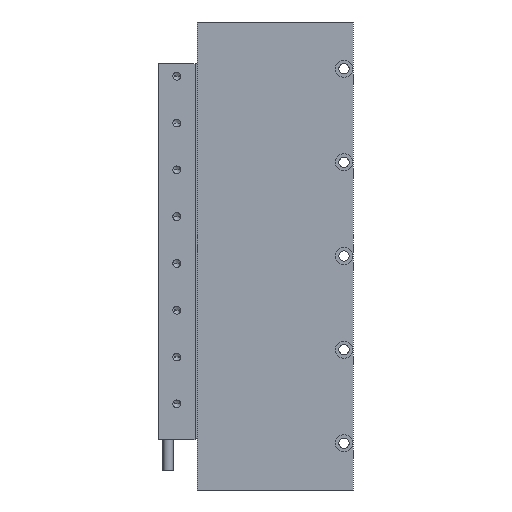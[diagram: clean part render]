
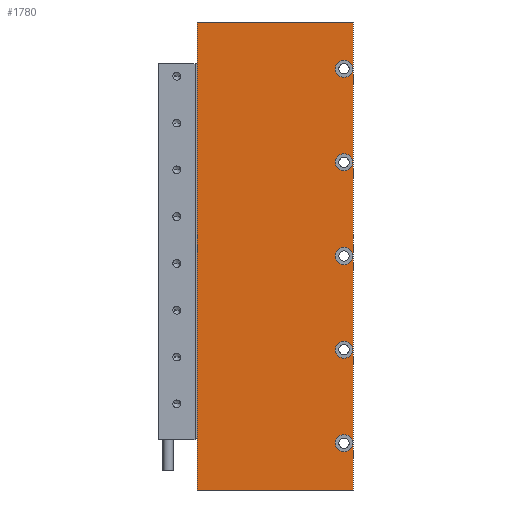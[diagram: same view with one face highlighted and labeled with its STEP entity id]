
A CAD part, left-side view. The second image highlights one B-rep face of the part: STEP entity #1780.
In plain terms, the highlighted planar face has unit normal (-1, 0, 0).
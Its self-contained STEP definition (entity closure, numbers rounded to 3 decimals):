
#11 = CARTESIAN_POINT ( 'NONE',  ( -24., 6., -90. ) ) ;
#235 = CARTESIAN_POINT ( 'NONE',  ( -24., 6., -204.5 ) ) ;
#257 = DIRECTION ( 'NONE',  ( -1., 0., 0. ) ) ;
#279 = CIRCLE ( 'NONE', #8040, 5.5 ) ;
#289 = CIRCLE ( 'NONE', #1097, 5.5 ) ;
#299 = VERTEX_POINT ( 'NONE', #4916 ) ;
#342 = VERTEX_POINT ( 'NONE', #5893 ) ;
#458 = CIRCLE ( 'NONE', #5032, 5.5 ) ;
#528 = CARTESIAN_POINT ( 'NONE',  ( -24., 6., -155.5 ) ) ;
#546 = DIRECTION ( 'NONE',  ( 0., 0., 1. ) ) ;
#708 = CARTESIAN_POINT ( 'NONE',  ( -24., 100.2, 0. ) ) ;
#715 = AXIS2_PLACEMENT_3D ( 'NONE', #7234, #3481, #1841 ) ;
#716 = EDGE_CURVE ( 'NONE', #1510, #6889, #2423, .T. ) ;
#729 = ORIENTED_EDGE ( 'NONE', *, *, #6393, .F. ) ;
#795 = EDGE_CURVE ( 'NONE', #1990, #5983, #7470, .T. ) ;
#988 = VERTEX_POINT ( 'NONE', #8294 ) ;
#1040 = AXIS2_PLACEMENT_3D ( 'NONE', #11, #3141, #6091 ) ;
#1042 = VERTEX_POINT ( 'NONE', #235 ) ;
#1092 = CIRCLE ( 'NONE', #1710, 5.5 ) ;
#1097 = AXIS2_PLACEMENT_3D ( 'NONE', #3849, #3744, #6751 ) ;
#1129 = EDGE_LOOP ( 'NONE', ( #9191, #1665 ) ) ;
#1216 = PLANE ( 'NONE',  #715 ) ;
#1225 = VERTEX_POINT ( 'NONE', #7551 ) ;
#1419 = AXIS2_PLACEMENT_3D ( 'NONE', #7040, #257, #1607 ) ;
#1510 = VERTEX_POINT ( 'NONE', #528 ) ;
#1522 = EDGE_LOOP ( 'NONE', ( #4674, #4681 ) ) ;
#1607 = DIRECTION ( 'NONE',  ( 0., 0., 1. ) ) ;
#1633 = CIRCLE ( 'NONE', #8729, 5.5 ) ;
#1665 = ORIENTED_EDGE ( 'NONE', *, *, #9253, .F. ) ;
#1678 = EDGE_CURVE ( 'NONE', #5983, #1990, #3238, .T. ) ;
#1710 = AXIS2_PLACEMENT_3D ( 'NONE', #5776, #5084, #546 ) ;
#1780 = ADVANCED_FACE ( 'NONE', ( #4173, #9464, #3341, #6345, #2588, #8609 ), #1216, .T. ) ;
#1841 = DIRECTION ( 'NONE',  ( 0., 0., 1. ) ) ;
#1963 = DIRECTION ( 'NONE',  ( 0., 0., 1. ) ) ;
#1990 = VERTEX_POINT ( 'NONE', #2478 ) ;
#2137 = ORIENTED_EDGE ( 'NONE', *, *, #1678, .F. ) ;
#2235 = ORIENTED_EDGE ( 'NONE', *, *, #6577, .F. ) ;
#2309 = CARTESIAN_POINT ( 'NONE',  ( -24., 6., -30. ) ) ;
#2423 = CIRCLE ( 'NONE', #9220, 5.5 ) ;
#2476 = DIRECTION ( 'NONE',  ( 0., 0., 1. ) ) ;
#2478 = CARTESIAN_POINT ( 'NONE',  ( -24., 6., -95.5 ) ) ;
#2490 = DIRECTION ( 'NONE',  ( 0., 0., 1. ) ) ;
#2536 = DIRECTION ( 'NONE',  ( 0., 0., 1. ) ) ;
#2585 = CARTESIAN_POINT ( 'NONE',  ( -24., 0., -300. ) ) ;
#2588 = FACE_BOUND ( 'NONE', #7013, .T. ) ;
#2648 = VERTEX_POINT ( 'NONE', #4980 ) ;
#2665 = CIRCLE ( 'NONE', #5663, 5.5 ) ;
#2897 = VERTEX_POINT ( 'NONE', #7089 ) ;
#3041 = DIRECTION ( 'NONE',  ( -1., 0., 0. ) ) ;
#3088 = DIRECTION ( 'NONE',  ( 0., 0., 1. ) ) ;
#3109 = DIRECTION ( 'NONE',  ( -1., 0., 0. ) ) ;
#3129 = VERTEX_POINT ( 'NONE', #708 ) ;
#3139 = EDGE_CURVE ( 'NONE', #988, #8326, #3764, .T. ) ;
#3141 = DIRECTION ( 'NONE',  ( -1., 0., 0. ) ) ;
#3238 = CIRCLE ( 'NONE', #1040, 5.5 ) ;
#3341 = FACE_BOUND ( 'NONE', #7079, .T. ) ;
#3411 = CARTESIAN_POINT ( 'NONE',  ( -24., 6., -210. ) ) ;
#3481 = DIRECTION ( 'NONE',  ( -1., 0., 0. ) ) ;
#3744 = DIRECTION ( 'NONE',  ( -1., 0., 0. ) ) ;
#3764 = LINE ( 'NONE', #6780, #4096 ) ;
#3779 = EDGE_CURVE ( 'NONE', #2648, #342, #289, .T. ) ;
#3790 = EDGE_CURVE ( 'NONE', #342, #2648, #458, .T. ) ;
#3849 = CARTESIAN_POINT ( 'NONE',  ( -24., 6., -30. ) ) ;
#3865 = CARTESIAN_POINT ( 'NONE',  ( -24., 0., 0. ) ) ;
#3995 = AXIS2_PLACEMENT_3D ( 'NONE', #7921, #8791, #8842 ) ;
#4096 = VECTOR ( 'NONE', #9305, 1000. ) ;
#4103 = ORIENTED_EDGE ( 'NONE', *, *, #5850, .F. ) ;
#4173 = FACE_BOUND ( 'NONE', #1522, .T. ) ;
#4412 = CIRCLE ( 'NONE', #1419, 5.5 ) ;
#4505 = DIRECTION ( 'NONE',  ( 0., 0., 1. ) ) ;
#4602 = LINE ( 'NONE', #3865, #4619 ) ;
#4619 = VECTOR ( 'NONE', #4653, 1000. ) ;
#4622 = EDGE_LOOP ( 'NONE', ( #4103, #729, #8227, #8896 ) ) ;
#4653 = DIRECTION ( 'NONE',  ( 0., -1., 0. ) ) ;
#4674 = ORIENTED_EDGE ( 'NONE', *, *, #8322, .F. ) ;
#4681 = ORIENTED_EDGE ( 'NONE', *, *, #8918, .F. ) ;
#4916 = CARTESIAN_POINT ( 'NONE',  ( -24., 6., -215.5 ) ) ;
#4923 = CARTESIAN_POINT ( 'NONE',  ( -24., 6., -84.5 ) ) ;
#4980 = CARTESIAN_POINT ( 'NONE',  ( -24., 6., -24.5 ) ) ;
#5032 = AXIS2_PLACEMENT_3D ( 'NONE', #2309, #3109, #8185 ) ;
#5084 = DIRECTION ( 'NONE',  ( -1., 0., 0. ) ) ;
#5357 = VECTOR ( 'NONE', #2536, 1000. ) ;
#5562 = VECTOR ( 'NONE', #2490, 1000. ) ;
#5663 = AXIS2_PLACEMENT_3D ( 'NONE', #8734, #8929, #1963 ) ;
#5776 = CARTESIAN_POINT ( 'NONE',  ( -24., 6., -270. ) ) ;
#5850 = EDGE_CURVE ( 'NONE', #3129, #8132, #4602, .T. ) ;
#5893 = CARTESIAN_POINT ( 'NONE',  ( -24., 6., -35.5 ) ) ;
#5966 = CARTESIAN_POINT ( 'NONE',  ( -24., 6., -144.5 ) ) ;
#5983 = VERTEX_POINT ( 'NONE', #4923 ) ;
#6024 = DIRECTION ( 'NONE',  ( -1., 0., 0. ) ) ;
#6091 = DIRECTION ( 'NONE',  ( 0., 0., 1. ) ) ;
#6206 = ORIENTED_EDGE ( 'NONE', *, *, #795, .F. ) ;
#6343 = LINE ( 'NONE', #2585, #5357 ) ;
#6345 = FACE_BOUND ( 'NONE', #9037, .T. ) ;
#6349 = LINE ( 'NONE', #9380, #5562 ) ;
#6393 = EDGE_CURVE ( 'NONE', #988, #3129, #6349, .T. ) ;
#6577 = EDGE_CURVE ( 'NONE', #6889, #1510, #1633, .T. ) ;
#6751 = DIRECTION ( 'NONE',  ( 0., 0., 1. ) ) ;
#6780 = CARTESIAN_POINT ( 'NONE',  ( -24., 0., -300. ) ) ;
#6867 = ORIENTED_EDGE ( 'NONE', *, *, #716, .F. ) ;
#6889 = VERTEX_POINT ( 'NONE', #5966 ) ;
#7013 = EDGE_LOOP ( 'NONE', ( #7422, #8194 ) ) ;
#7040 = CARTESIAN_POINT ( 'NONE',  ( -24., 6., -270. ) ) ;
#7079 = EDGE_LOOP ( 'NONE', ( #2235, #6867 ) ) ;
#7089 = CARTESIAN_POINT ( 'NONE',  ( -24., 6., -264.5 ) ) ;
#7234 = CARTESIAN_POINT ( 'NONE',  ( -24., 0., -300. ) ) ;
#7422 = ORIENTED_EDGE ( 'NONE', *, *, #3779, .F. ) ;
#7470 = CIRCLE ( 'NONE', #3995, 5.5 ) ;
#7551 = CARTESIAN_POINT ( 'NONE',  ( -24., 6., -275.5 ) ) ;
#7726 = EDGE_CURVE ( 'NONE', #1042, #299, #279, .T. ) ;
#7851 = CARTESIAN_POINT ( 'NONE',  ( -24., 0., 0. ) ) ;
#7921 = CARTESIAN_POINT ( 'NONE',  ( -24., 6., -90. ) ) ;
#8040 = AXIS2_PLACEMENT_3D ( 'NONE', #3411, #9257, #2476 ) ;
#8132 = VERTEX_POINT ( 'NONE', #7851 ) ;
#8185 = DIRECTION ( 'NONE',  ( 0., 0., 1. ) ) ;
#8194 = ORIENTED_EDGE ( 'NONE', *, *, #3790, .F. ) ;
#8227 = ORIENTED_EDGE ( 'NONE', *, *, #3139, .T. ) ;
#8294 = CARTESIAN_POINT ( 'NONE',  ( -24., 100.2, -300. ) ) ;
#8319 = CARTESIAN_POINT ( 'NONE',  ( -24., 0., -300. ) ) ;
#8322 = EDGE_CURVE ( 'NONE', #2897, #1225, #4412, .T. ) ;
#8326 = VERTEX_POINT ( 'NONE', #8319 ) ;
#8455 = EDGE_CURVE ( 'NONE', #8326, #8132, #6343, .T. ) ;
#8609 = FACE_OUTER_BOUND ( 'NONE', #4622, .T. ) ;
#8729 = AXIS2_PLACEMENT_3D ( 'NONE', #9163, #3041, #3088 ) ;
#8734 = CARTESIAN_POINT ( 'NONE',  ( -24., 6., -210. ) ) ;
#8791 = DIRECTION ( 'NONE',  ( -1., 0., 0. ) ) ;
#8842 = DIRECTION ( 'NONE',  ( 0., 0., 1. ) ) ;
#8896 = ORIENTED_EDGE ( 'NONE', *, *, #8455, .T. ) ;
#8918 = EDGE_CURVE ( 'NONE', #1225, #2897, #1092, .T. ) ;
#8929 = DIRECTION ( 'NONE',  ( -1., 0., 0. ) ) ;
#8945 = CARTESIAN_POINT ( 'NONE',  ( -24., 6., -150. ) ) ;
#9037 = EDGE_LOOP ( 'NONE', ( #2137, #6206 ) ) ;
#9163 = CARTESIAN_POINT ( 'NONE',  ( -24., 6., -150. ) ) ;
#9191 = ORIENTED_EDGE ( 'NONE', *, *, #7726, .F. ) ;
#9220 = AXIS2_PLACEMENT_3D ( 'NONE', #8945, #6024, #4505 ) ;
#9253 = EDGE_CURVE ( 'NONE', #299, #1042, #2665, .T. ) ;
#9257 = DIRECTION ( 'NONE',  ( -1., 0., 0. ) ) ;
#9305 = DIRECTION ( 'NONE',  ( 0., -1., 0. ) ) ;
#9380 = CARTESIAN_POINT ( 'NONE',  ( -24., 100.2, -300. ) ) ;
#9464 = FACE_BOUND ( 'NONE', #1129, .T. ) ;
